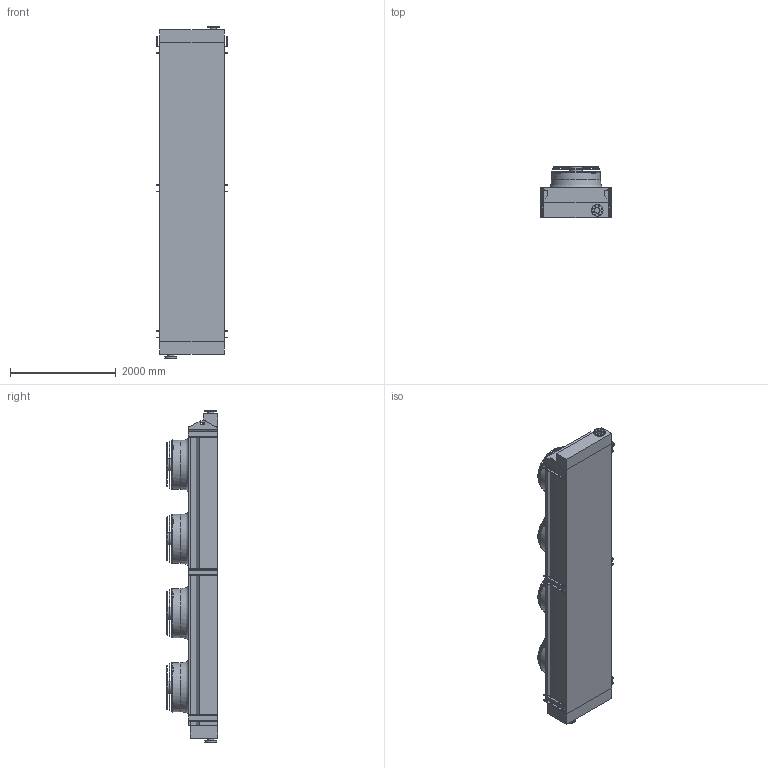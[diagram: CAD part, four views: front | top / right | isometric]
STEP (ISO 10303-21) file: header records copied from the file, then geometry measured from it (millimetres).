
FILE_DESCRIPTION (( 'STEP AP203' ), '1' );
FILE_NAME ('BOS__04L_I.STEP', '2017-03-24T09:46:53', ( 'Alfa Laval' ), ( 'Alfa Laval' ), 'SwSTEP 2.0', 'SolidWorks 2016', '' );
FILE_SCHEMA (( 'CONFIG_CONTROL_DESIGN' ));
Length unit declared in the file: millimetre
Products named in the file (4): BOFE_I_LIGHT_BOS4L; BOFA_LIGHT_�910 IEC; BOS__04L_I; BO_ON BOARD_LIGHT_BOCF_30T_L_4M
Assembly tree (6 placements, depth 2):
  BOS__04L_I
    BO_ON BOARD_LIGHT_BOCF_30T_L_4M
    BOFE_I_LIGHT_BOS4L
    BOFA_LIGHT_�910 IEC  x4
Bounding box: 1340 x 970 x 6270 mm (x, y, z)
Volume: 4809577949.1 mm3; surface area: 36941467.2 mm2
Topology: 85 solids, 89 shells, 1090 faces, 2665 edges, 1775 vertices
Faces by surface type: plane 460, cylinder 390, torus 212, cone 24, bspline 4
Full cylindrical faces by diameter (mm): 18 x16, 25 x20, 30 x4, 103 x2, 108 x2, 220 x2, 228 x4, 236 x4, 262.56 x4, 276 x4, 308 x4, 328 x4, 406.8 x4, 426.8 x4, 505.6 x4, 525.6 x4, 604.4 x4, 624.4 x4, 703.2 x4, 723.2 x4, 802 x4, 926 x4
Entity records: 20441 total; most frequent: CARTESIAN_POINT 5984, DIRECTION 2997, ORIENTED_EDGE 2682, EDGE_CURVE 1341, AXIS2_PLACEMENT_3D 1158, VERTEX_POINT 937, EDGE_LOOP 838, LINE 681
